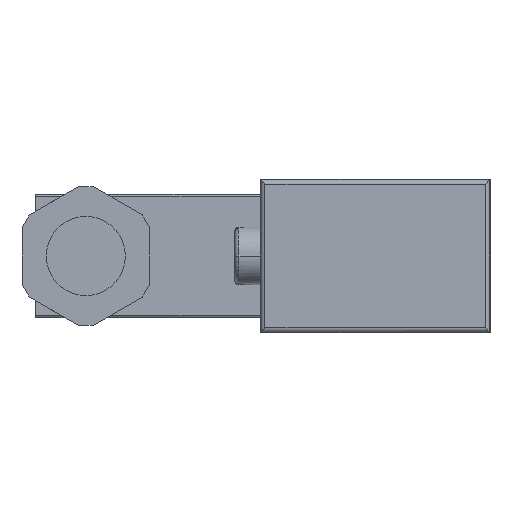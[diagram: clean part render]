
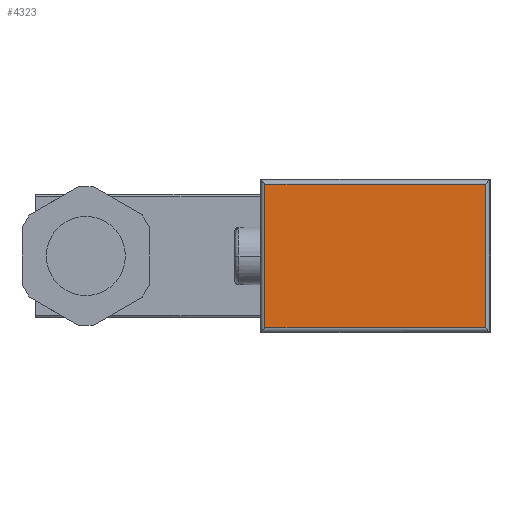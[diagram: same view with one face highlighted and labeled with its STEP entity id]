
A CAD part, left-side view. The second image highlights one B-rep face of the part: STEP entity #4323.
In plain terms, the highlighted planar face has unit normal (-1, 0, 0).
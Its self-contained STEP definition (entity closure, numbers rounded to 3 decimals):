
#208 = LINE ( 'NONE', #3547, #2379 ) ;
#326 = DIRECTION ( 'NONE',  ( 0., 0., -1. ) ) ;
#399 = DIRECTION ( 'NONE',  ( 0., 0., 1. ) ) ;
#511 = VECTOR ( 'NONE', #399, 1000. ) ;
#851 = EDGE_CURVE ( 'NONE', #2844, #4594, #208, .T. ) ;
#873 = CARTESIAN_POINT ( 'NONE',  ( -28.2, 12.946, 8.446 ) ) ;
#973 = VERTEX_POINT ( 'NONE', #2872 ) ;
#1546 = EDGE_LOOP ( 'NONE', ( #3248, #1713, #2409, #2221 ) ) ;
#1595 = CARTESIAN_POINT ( 'NONE',  ( -28.2, -12.946, -8.446 ) ) ;
#1713 = ORIENTED_EDGE ( 'NONE', *, *, #851, .T. ) ;
#1918 = DIRECTION ( 'NONE',  ( 0., -1., 0. ) ) ;
#2072 = VECTOR ( 'NONE', #326, 1000. ) ;
#2168 = PLANE ( 'NONE',  #3059 ) ;
#2175 = EDGE_CURVE ( 'NONE', #4594, #973, #3200, .T. ) ;
#2221 = ORIENTED_EDGE ( 'NONE', *, *, #3488, .T. ) ;
#2379 = VECTOR ( 'NONE', #3535, 1000. ) ;
#2409 = ORIENTED_EDGE ( 'NONE', *, *, #2175, .T. ) ;
#2599 = DIRECTION ( 'NONE',  ( -1., 0., 0. ) ) ;
#2664 = FACE_OUTER_BOUND ( 'NONE', #1546, .T. ) ;
#2763 = CARTESIAN_POINT ( 'NONE',  ( -28.2, -12.946, 8.446 ) ) ;
#2844 = VERTEX_POINT ( 'NONE', #2763 ) ;
#2872 = CARTESIAN_POINT ( 'NONE',  ( -28.2, 12.946, -8.446 ) ) ;
#2934 = LINE ( 'NONE', #4467, #5177 ) ;
#3059 = AXIS2_PLACEMENT_3D ( 'NONE', #5138, #2599, #5574 ) ;
#3187 = VERTEX_POINT ( 'NONE', #1595 ) ;
#3200 = LINE ( 'NONE', #4591, #2072 ) ;
#3248 = ORIENTED_EDGE ( 'NONE', *, *, #4266, .T. ) ;
#3488 = EDGE_CURVE ( 'NONE', #973, #3187, #2934, .T. ) ;
#3535 = DIRECTION ( 'NONE',  ( 0., 1., 0. ) ) ;
#3547 = CARTESIAN_POINT ( 'NONE',  ( -28.2, 13.442, 8.446 ) ) ;
#3905 = LINE ( 'NONE', #5516, #511 ) ;
#4266 = EDGE_CURVE ( 'NONE', #3187, #2844, #3905, .T. ) ;
#4323 = ADVANCED_FACE ( 'NONE', ( #2664 ), #2168, .T. ) ;
#4467 = CARTESIAN_POINT ( 'NONE',  ( -28.2, -13.442, -8.446 ) ) ;
#4591 = CARTESIAN_POINT ( 'NONE',  ( -28.2, 12.946, -8.942 ) ) ;
#4594 = VERTEX_POINT ( 'NONE', #873 ) ;
#5138 = CARTESIAN_POINT ( 'NONE',  ( -28.2, 0., 0. ) ) ;
#5177 = VECTOR ( 'NONE', #1918, 1000. ) ;
#5516 = CARTESIAN_POINT ( 'NONE',  ( -28.2, -12.946, 8.942 ) ) ;
#5574 = DIRECTION ( 'NONE',  ( 0., 0., 1. ) ) ;
